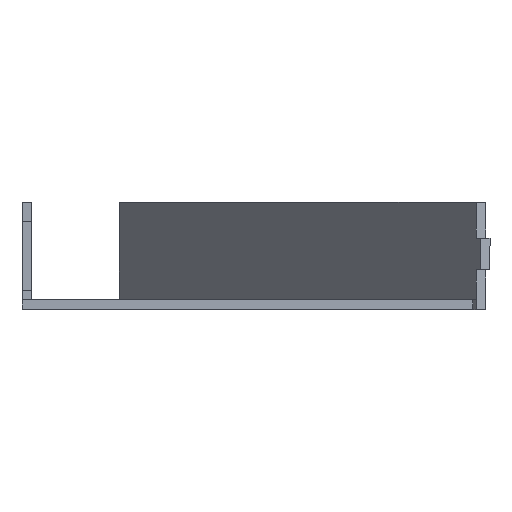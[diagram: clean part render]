
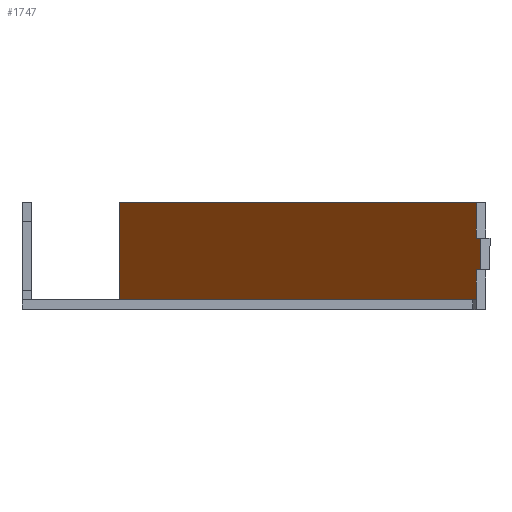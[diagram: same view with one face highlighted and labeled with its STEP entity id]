
A CAD part, left-side view. The second image highlights one B-rep face of the part: STEP entity #1747.
In plain terms, the highlighted planar face has unit normal (-0.208, 0.978, 0).
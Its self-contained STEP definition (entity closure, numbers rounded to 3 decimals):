
#17 = DIRECTION ( 'NONE',  ( -0.978, -0.208, 0. ) ) ;
#21 = CARTESIAN_POINT ( 'NONE',  ( -4.058, 1.693, 27. ) ) ;
#44 = LINE ( 'NONE', #569, #442 ) ;
#154 = DIRECTION ( 'NONE',  ( -0.978, -0.208, 0. ) ) ;
#164 = CARTESIAN_POINT ( 'NONE',  ( -4.058, 1.693, 27. ) ) ;
#180 = VERTEX_POINT ( 'NONE', #3047 ) ;
#201 = AXIS2_PLACEMENT_3D ( 'NONE', #926, #676, #1414 ) ;
#244 = CARTESIAN_POINT ( 'NONE',  ( -8.948, 0.654, 18. ) ) ;
#256 = CARTESIAN_POINT ( 'NONE',  ( -4.058, 1.693, 18. ) ) ;
#262 = ORIENTED_EDGE ( 'NONE', *, *, #2932, .F. ) ;
#298 = LINE ( 'NONE', #2035, #856 ) ;
#355 = EDGE_LOOP ( 'NONE', ( #610, #2385, #543, #2848, #1467, #2603, #262, #1658 ) ) ;
#423 = CARTESIAN_POINT ( 'NONE',  ( -4.058, 1.693, 18. ) ) ;
#442 = VECTOR ( 'NONE', #2943, 1000. ) ;
#467 = CARTESIAN_POINT ( 'NONE',  ( -4.058, 1.693, 10. ) ) ;
#533 = CARTESIAN_POINT ( 'NONE',  ( -4.058, 1.693, 2.6 ) ) ;
#543 = ORIENTED_EDGE ( 'NONE', *, *, #2067, .F. ) ;
#569 = CARTESIAN_POINT ( 'NONE',  ( -4.058, 1.693, 2.5 ) ) ;
#610 = ORIENTED_EDGE ( 'NONE', *, *, #2151, .T. ) ;
#676 = DIRECTION ( 'NONE',  ( -0.208, 0.978, 0. ) ) ;
#718 = VERTEX_POINT ( 'NONE', #2325 ) ;
#735 = LINE ( 'NONE', #164, #1865 ) ;
#839 = DIRECTION ( 'NONE',  ( 0., 0., -1. ) ) ;
#856 = VECTOR ( 'NONE', #839, 1000. ) ;
#874 = DIRECTION ( 'NONE',  ( 0., 0., -1. ) ) ;
#893 = EDGE_CURVE ( 'NONE', #2934, #2527, #1632, .T. ) ;
#926 = CARTESIAN_POINT ( 'NONE',  ( -8.948, 0.654, 2.5 ) ) ;
#966 = EDGE_CURVE ( 'NONE', #2532, #718, #1325, .T. ) ;
#992 = LINE ( 'NONE', #2296, #2175 ) ;
#1252 = VECTOR ( 'NONE', #1391, 1000. ) ;
#1309 = VECTOR ( 'NONE', #154, 1000. ) ;
#1325 = LINE ( 'NONE', #2884, #1881 ) ;
#1391 = DIRECTION ( 'NONE',  ( -0.978, -0.208, 0. ) ) ;
#1414 = DIRECTION ( 'NONE',  ( -0.978, -0.208, 0. ) ) ;
#1433 = FACE_OUTER_BOUND ( 'NONE', #355, .T. ) ;
#1467 = ORIENTED_EDGE ( 'NONE', *, *, #966, .F. ) ;
#1482 = VECTOR ( 'NONE', #17, 1000. ) ;
#1491 = EDGE_CURVE ( 'NONE', #718, #1698, #992, .T. ) ;
#1598 = EDGE_CURVE ( 'NONE', #1891, #2532, #2494, .T. ) ;
#1632 = LINE ( 'NONE', #1700, #1482 ) ;
#1658 = ORIENTED_EDGE ( 'NONE', *, *, #893, .F. ) ;
#1698 = VERTEX_POINT ( 'NONE', #467 ) ;
#1700 = CARTESIAN_POINT ( 'NONE',  ( -4.058, 1.693, 27. ) ) ;
#1747 = ADVANCED_FACE ( 'NONE', ( #1433 ), #2825, .T. ) ;
#1836 = CARTESIAN_POINT ( 'NONE',  ( -8.948, 0.654, 2.6 ) ) ;
#1865 = VECTOR ( 'NONE', #874, 1000. ) ;
#1881 = VECTOR ( 'NONE', #2189, 1000. ) ;
#1891 = VERTEX_POINT ( 'NONE', #256 ) ;
#1937 = VERTEX_POINT ( 'NONE', #533 ) ;
#1938 = LINE ( 'NONE', #1836, #1309 ) ;
#2035 = CARTESIAN_POINT ( 'NONE',  ( 419.48, 91.719, 2.5 ) ) ;
#2067 = EDGE_CURVE ( 'NONE', #1698, #1937, #44, .T. ) ;
#2151 = EDGE_CURVE ( 'NONE', #2934, #180, #298, .T. ) ;
#2175 = VECTOR ( 'NONE', #2765, 1000. ) ;
#2189 = DIRECTION ( 'NONE',  ( 0., 0., -1. ) ) ;
#2296 = CARTESIAN_POINT ( 'NONE',  ( -8.948, 0.654, 10. ) ) ;
#2318 = CARTESIAN_POINT ( 'NONE',  ( 419.48, 91.719, 27. ) ) ;
#2325 = CARTESIAN_POINT ( 'NONE',  ( -8.948, 0.654, 10. ) ) ;
#2385 = ORIENTED_EDGE ( 'NONE', *, *, #2917, .T. ) ;
#2494 = LINE ( 'NONE', #423, #1252 ) ;
#2527 = VERTEX_POINT ( 'NONE', #21 ) ;
#2532 = VERTEX_POINT ( 'NONE', #244 ) ;
#2603 = ORIENTED_EDGE ( 'NONE', *, *, #1598, .F. ) ;
#2765 = DIRECTION ( 'NONE',  ( 0.978, 0.208, 0. ) ) ;
#2825 = PLANE ( 'NONE',  #201 ) ;
#2848 = ORIENTED_EDGE ( 'NONE', *, *, #1491, .F. ) ;
#2884 = CARTESIAN_POINT ( 'NONE',  ( -8.948, 0.654, 10. ) ) ;
#2917 = EDGE_CURVE ( 'NONE', #180, #1937, #1938, .T. ) ;
#2932 = EDGE_CURVE ( 'NONE', #2527, #1891, #735, .T. ) ;
#2934 = VERTEX_POINT ( 'NONE', #2318 ) ;
#2943 = DIRECTION ( 'NONE',  ( 0., 0., -1. ) ) ;
#3047 = CARTESIAN_POINT ( 'NONE',  ( 419.48, 91.719, 2.6 ) ) ;
